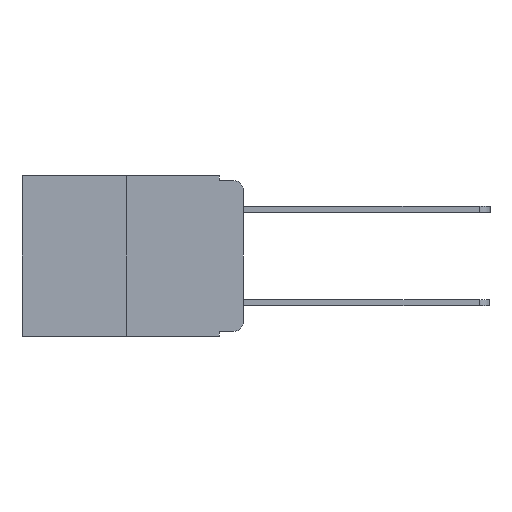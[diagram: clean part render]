
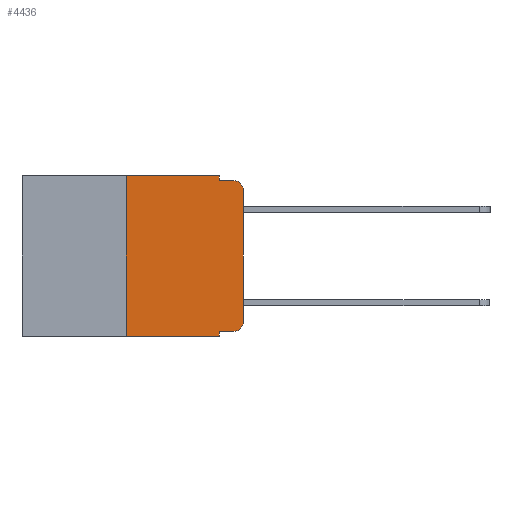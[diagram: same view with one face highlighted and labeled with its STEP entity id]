
A CAD part, left-side view. The second image highlights one B-rep face of the part: STEP entity #4436.
In plain terms, the highlighted planar face has unit normal (-1, 0, 0).
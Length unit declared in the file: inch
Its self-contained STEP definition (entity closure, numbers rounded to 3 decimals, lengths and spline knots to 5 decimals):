
#91 = PLANE ( 'NONE',  #9451 ) ;
#399 = EDGE_CURVE ( 'NONE', #7588, #465, #5619, .T. ) ;
#465 = VERTEX_POINT ( 'NONE', #7687 ) ;
#606 = LINE ( 'NONE', #8167, #8976 ) ;
#820 = DIRECTION ( 'NONE',  ( 0., -1., 0. ) ) ;
#841 = CARTESIAN_POINT ( 'NONE',  ( 0., 0.473, -0.343 ) ) ;
#927 = CARTESIAN_POINT ( 'NONE',  ( 0., 0.02, -0.03 ) ) ;
#985 = LINE ( 'NONE', #7301, #5542 ) ;
#1015 = VECTOR ( 'NONE', #7708, 39.37008 ) ;
#1027 = DIRECTION ( 'NONE',  ( 0., 0., -1. ) ) ;
#1150 = ORIENTED_EDGE ( 'NONE', *, *, #2743, .F. ) ;
#1238 = EDGE_CURVE ( 'NONE', #1476, #5770, #7803, .T. ) ;
#1476 = VERTEX_POINT ( 'NONE', #9671 ) ;
#1548 = CARTESIAN_POINT ( 'NONE',  ( 0., 0.051, -0.01 ) ) ;
#1599 = EDGE_CURVE ( 'NONE', #3438, #9491, #606, .T. ) ;
#1970 = ORIENTED_EDGE ( 'NONE', *, *, #399, .T. ) ;
#2099 = LINE ( 'NONE', #841, #6216 ) ;
#2227 = ORIENTED_EDGE ( 'NONE', *, *, #1599, .F. ) ;
#2528 = EDGE_CURVE ( 'NONE', #5770, #7588, #9813, .T. ) ;
#2666 = CARTESIAN_POINT ( 'NONE',  ( 0., 0.051, 0. ) ) ;
#2743 = EDGE_CURVE ( 'NONE', #9659, #3736, #985, .T. ) ;
#2809 = EDGE_CURVE ( 'NONE', #8871, #3969, #9889, .T. ) ;
#2822 = ORIENTED_EDGE ( 'NONE', *, *, #2528, .T. ) ;
#2898 = EDGE_CURVE ( 'NONE', #3969, #465, #6876, .T. ) ;
#3077 = DIRECTION ( 'NONE',  ( 0., 0., -1. ) ) ;
#3156 = DIRECTION ( 'NONE',  ( -1., 0., 0. ) ) ;
#3358 = CARTESIAN_POINT ( 'NONE',  ( 0., 0.02, -0.313 ) ) ;
#3374 = EDGE_CURVE ( 'NONE', #9659, #1476, #7682, .T. ) ;
#3438 = VERTEX_POINT ( 'NONE', #9764 ) ;
#3503 = CARTESIAN_POINT ( 'NONE',  ( 0., 0., -0.313 ) ) ;
#3534 = ORIENTED_EDGE ( 'NONE', *, *, #2898, .F. ) ;
#3736 = VERTEX_POINT ( 'NONE', #6005 ) ;
#3834 = CARTESIAN_POINT ( 'NONE',  ( 0., 0.473, 0. ) ) ;
#3969 = VERTEX_POINT ( 'NONE', #8702 ) ;
#4220 = VECTOR ( 'NONE', #7372, 39.37008 ) ;
#4436 = ADVANCED_FACE ( 'NONE', ( #10176 ), #91, .F. ) ;
#4467 = EDGE_CURVE ( 'NONE', #9491, #8871, #6644, .T. ) ;
#4657 = EDGE_CURVE ( 'NONE', #3438, #3736, #2099, .T. ) ;
#4660 = DIRECTION ( 'NONE',  ( 0., -1., 0. ) ) ;
#5057 = ORIENTED_EDGE ( 'NONE', *, *, #2809, .F. ) ;
#5484 = AXIS2_PLACEMENT_3D ( 'NONE', #927, #8375, #6630 ) ;
#5511 = AXIS2_PLACEMENT_3D ( 'NONE', #3358, #3156, #6109 ) ;
#5542 = VECTOR ( 'NONE', #3077, 39.37008 ) ;
#5619 = CIRCLE ( 'NONE', #5484, 0.02 ) ;
#5770 = VERTEX_POINT ( 'NONE', #3503 ) ;
#5952 = CARTESIAN_POINT ( 'NONE',  ( 0., 0.25, 0. ) ) ;
#6005 = CARTESIAN_POINT ( 'NONE',  ( 0., 0.051, -0.343 ) ) ;
#6109 = DIRECTION ( 'NONE',  ( 0., 0., -1. ) ) ;
#6216 = VECTOR ( 'NONE', #4660, 39.37008 ) ;
#6245 = VECTOR ( 'NONE', #10040, 39.37008 ) ;
#6295 = DIRECTION ( 'NONE',  ( 1., 0., 0. ) ) ;
#6630 = DIRECTION ( 'NONE',  ( 0., 0., -1. ) ) ;
#6644 = LINE ( 'NONE', #7045, #9619 ) ;
#6678 = CARTESIAN_POINT ( 'NONE',  ( 0., 0.051, -0.333 ) ) ;
#6876 = LINE ( 'NONE', #1548, #9977 ) ;
#6992 = CARTESIAN_POINT ( 'NONE',  ( 0., 0.051, -0.333 ) ) ;
#7045 = CARTESIAN_POINT ( 'NONE',  ( 0., 0.473, 0. ) ) ;
#7301 = CARTESIAN_POINT ( 'NONE',  ( 0., 0.051, 0. ) ) ;
#7372 = DIRECTION ( 'NONE',  ( 0., 0., -1. ) ) ;
#7588 = VERTEX_POINT ( 'NONE', #7773 ) ;
#7676 = ORIENTED_EDGE ( 'NONE', *, *, #3374, .T. ) ;
#7682 = LINE ( 'NONE', #6992, #1015 ) ;
#7685 = ORIENTED_EDGE ( 'NONE', *, *, #1238, .T. ) ;
#7687 = CARTESIAN_POINT ( 'NONE',  ( 0., 0.02, -0.01 ) ) ;
#7708 = DIRECTION ( 'NONE',  ( 0., -1., 0. ) ) ;
#7773 = CARTESIAN_POINT ( 'NONE',  ( 0., 0., -0.03 ) ) ;
#7803 = CIRCLE ( 'NONE', #5511, 0.02 ) ;
#7947 = CARTESIAN_POINT ( 'NONE',  ( 0., 0.051, 0. ) ) ;
#8167 = CARTESIAN_POINT ( 'NONE',  ( 0., 0.25, 0. ) ) ;
#8361 = DIRECTION ( 'NONE',  ( 0., 0., 1. ) ) ;
#8365 = ORIENTED_EDGE ( 'NONE', *, *, #4657, .T. ) ;
#8374 = EDGE_LOOP ( 'NONE', ( #2822, #1970, #3534, #5057, #9024, #2227, #8365, #1150, #7676, #7685 ) ) ;
#8375 = DIRECTION ( 'NONE',  ( -1., 0., 0. ) ) ;
#8702 = CARTESIAN_POINT ( 'NONE',  ( 0., 0.051, -0.01 ) ) ;
#8871 = VERTEX_POINT ( 'NONE', #7947 ) ;
#8976 = VECTOR ( 'NONE', #8361, 39.37008 ) ;
#9024 = ORIENTED_EDGE ( 'NONE', *, *, #4467, .F. ) ;
#9112 = DIRECTION ( 'NONE',  ( 0., -1., 0. ) ) ;
#9451 = AXIS2_PLACEMENT_3D ( 'NONE', #3834, #6295, #1027 ) ;
#9491 = VERTEX_POINT ( 'NONE', #5952 ) ;
#9619 = VECTOR ( 'NONE', #9112, 39.37008 ) ;
#9659 = VERTEX_POINT ( 'NONE', #6678 ) ;
#9671 = CARTESIAN_POINT ( 'NONE',  ( 0., 0.02, -0.333 ) ) ;
#9764 = CARTESIAN_POINT ( 'NONE',  ( 0., 0.25, -0.343 ) ) ;
#9813 = LINE ( 'NONE', #10032, #6245 ) ;
#9889 = LINE ( 'NONE', #2666, #4220 ) ;
#9977 = VECTOR ( 'NONE', #820, 39.37008 ) ;
#10032 = CARTESIAN_POINT ( 'NONE',  ( 0., 0., 0. ) ) ;
#10040 = DIRECTION ( 'NONE',  ( 0., 0., 1. ) ) ;
#10176 = FACE_OUTER_BOUND ( 'NONE', #8374, .T. ) ;
